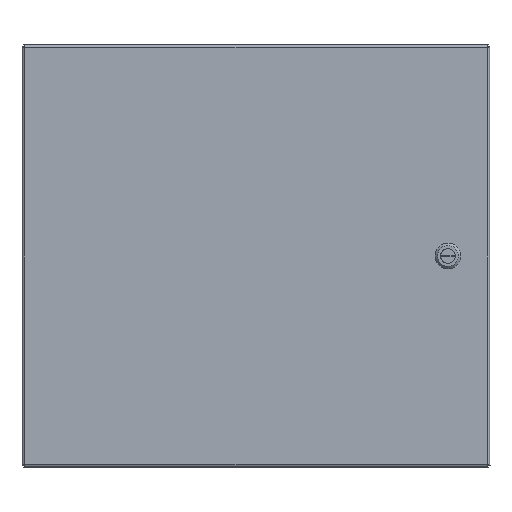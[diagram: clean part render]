
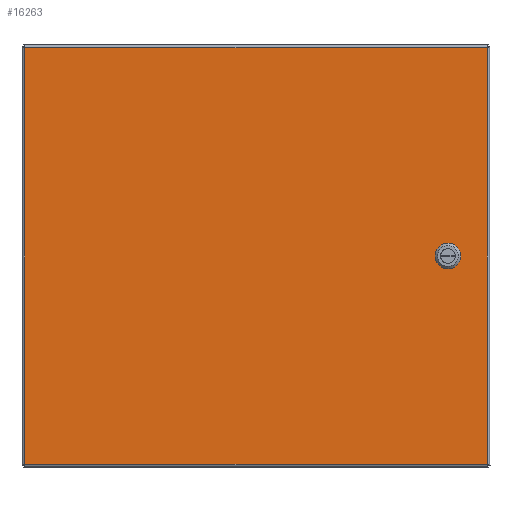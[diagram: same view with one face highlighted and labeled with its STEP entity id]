
A CAD part, front view. The second image highlights one B-rep face of the part: STEP entity #16263.
In plain terms, the highlighted planar face has unit normal (0, -1, 0).
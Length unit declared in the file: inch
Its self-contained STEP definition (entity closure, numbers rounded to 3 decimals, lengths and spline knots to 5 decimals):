
#130 = VECTOR ( 'NONE', #11642, 39.37008 ) ;
#132 = VERTEX_POINT ( 'NONE', #17844 ) ;
#331 = DIRECTION ( 'NONE',  ( 0., 0., -1. ) ) ;
#565 = EDGE_CURVE ( 'NONE', #15776, #6924, #13693, .T. ) ;
#654 = EDGE_CURVE ( 'NONE', #14258, #2034, #1293, .T. ) ;
#675 = VECTOR ( 'NONE', #17867, 39.37008 ) ;
#726 = CARTESIAN_POINT ( 'NONE',  ( 8.028, -1.796, -8.6995 ) ) ;
#817 = VECTOR ( 'NONE', #2969, 39.37008 ) ;
#1293 = LINE ( 'NONE', #5078, #675 ) ;
#1410 = ORIENTED_EDGE ( 'NONE', *, *, #1569, .T. ) ;
#1461 = EDGE_CURVE ( 'NONE', #6924, #132, #5210, .T. ) ;
#1538 = CARTESIAN_POINT ( 'NONE',  ( 8.49, -1.796, -8.6995 ) ) ;
#1569 = EDGE_CURVE ( 'NONE', #2034, #18210, #8364, .T. ) ;
#1797 = FACE_OUTER_BOUND ( 'NONE', #18604, .T. ) ;
#1997 = EDGE_CURVE ( 'NONE', #18210, #9968, #8713, .T. ) ;
#2011 = VERTEX_POINT ( 'NONE', #5683 ) ;
#2034 = VERTEX_POINT ( 'NONE', #15637 ) ;
#2057 = VECTOR ( 'NONE', #17818, 39.37008 ) ;
#2372 = CARTESIAN_POINT ( 'NONE',  ( 7.8635, -1.796, -9.326 ) ) ;
#2471 = EDGE_CURVE ( 'NONE', #9968, #14258, #16486, .T. ) ;
#2536 = VECTOR ( 'NONE', #19034, 39.37008 ) ;
#2537 = AXIS2_PLACEMENT_3D ( 'NONE', #19783, #4933, #11546 ) ;
#2689 = ORIENTED_EDGE ( 'NONE', *, *, #565, .T. ) ;
#2914 = ORIENTED_EDGE ( 'NONE', *, *, #1997, .T. ) ;
#2969 = DIRECTION ( 'NONE',  ( 0., 0., 1. ) ) ;
#2988 = DIRECTION ( 'NONE',  ( -1., 0., 0. ) ) ;
#3098 = CARTESIAN_POINT ( 'NONE',  ( 8.028, -1.796, -9.4905 ) ) ;
#3159 = LINE ( 'NONE', #1538, #5236 ) ;
#3267 = CARTESIAN_POINT ( 'NONE',  ( 9.947, -1.796, -18.0665 ) ) ;
#3272 = DIRECTION ( 'NONE',  ( 1., 0., 0. ) ) ;
#4223 = LINE ( 'NONE', #2372, #18453 ) ;
#4501 = CARTESIAN_POINT ( 'NONE',  ( 8.028, -1.796, -9.4905 ) ) ;
#4933 = DIRECTION ( 'NONE',  ( 0., -1., 0. ) ) ;
#5038 = LINE ( 'NONE', #19888, #130 ) ;
#5078 = CARTESIAN_POINT ( 'NONE',  ( -9.946, -1.796, -0.1235 ) ) ;
#5106 = CARTESIAN_POINT ( 'NONE',  ( 8.6545, -1.796, -9.326 ) ) ;
#5210 = LINE ( 'NONE', #5106, #2057 ) ;
#5236 = VECTOR ( 'NONE', #3272, 39.37008 ) ;
#5585 = ORIENTED_EDGE ( 'NONE', *, *, #7441, .T. ) ;
#5683 = CARTESIAN_POINT ( 'NONE',  ( 7.8635, -1.796, -8.864 ) ) ;
#5736 = CARTESIAN_POINT ( 'NONE',  ( -9.946, -1.796, -18.0665 ) ) ;
#5935 = EDGE_CURVE ( 'NONE', #11221, #9744, #4223, .T. ) ;
#5939 = EDGE_LOOP ( 'NONE', ( #18128, #5585, #16121, #17905, #2689, #7946, #11344, #6502 ) ) ;
#6502 = ORIENTED_EDGE ( 'NONE', *, *, #5935, .T. ) ;
#6562 = FACE_BOUND ( 'NONE', #5939, .T. ) ;
#6657 = EDGE_CURVE ( 'NONE', #9744, #2011, #19649, .T. ) ;
#6924 = VERTEX_POINT ( 'NONE', #12656 ) ;
#7441 = EDGE_CURVE ( 'NONE', #2011, #14096, #5038, .T. ) ;
#7946 = ORIENTED_EDGE ( 'NONE', *, *, #1461, .T. ) ;
#8114 = VERTEX_POINT ( 'NONE', #15926 ) ;
#8364 = LINE ( 'NONE', #10508, #19369 ) ;
#8713 = LINE ( 'NONE', #18469, #21290 ) ;
#9025 = DIRECTION ( 'NONE',  ( 0., 0., -1. ) ) ;
#9744 = VERTEX_POINT ( 'NONE', #14041 ) ;
#9968 = VERTEX_POINT ( 'NONE', #16058 ) ;
#10424 = EDGE_CURVE ( 'NONE', #8114, #15776, #20868, .T. ) ;
#10508 = CARTESIAN_POINT ( 'NONE',  ( -9.946, -1.796, -18.0665 ) ) ;
#11180 = ORIENTED_EDGE ( 'NONE', *, *, #2471, .T. ) ;
#11216 = EDGE_CURVE ( 'NONE', #132, #11221, #17501, .T. ) ;
#11221 = VERTEX_POINT ( 'NONE', #3098 ) ;
#11344 = ORIENTED_EDGE ( 'NONE', *, *, #11216, .T. ) ;
#11546 = DIRECTION ( 'NONE',  ( 0., 0., -1. ) ) ;
#11642 = DIRECTION ( 'NONE',  ( 0.707, 0., 0.707 ) ) ;
#12656 = CARTESIAN_POINT ( 'NONE',  ( 8.6545, -1.796, -9.326 ) ) ;
#12911 = CARTESIAN_POINT ( 'NONE',  ( 8.6545, -1.796, -8.864 ) ) ;
#12979 = CARTESIAN_POINT ( 'NONE',  ( 9.947, -1.796, -0.1235 ) ) ;
#13179 = PLANE ( 'NONE',  #2537 ) ;
#13693 = LINE ( 'NONE', #15522, #16947 ) ;
#14041 = CARTESIAN_POINT ( 'NONE',  ( 7.8635, -1.796, -9.326 ) ) ;
#14096 = VERTEX_POINT ( 'NONE', #726 ) ;
#14258 = VERTEX_POINT ( 'NONE', #12979 ) ;
#14860 = DIRECTION ( 'NONE',  ( 0., 0., 1. ) ) ;
#15522 = CARTESIAN_POINT ( 'NONE',  ( 8.6545, -1.796, -9.326 ) ) ;
#15537 = VECTOR ( 'NONE', #14860, 39.37008 ) ;
#15637 = CARTESIAN_POINT ( 'NONE',  ( -9.946, -1.796, -0.1235 ) ) ;
#15668 = CARTESIAN_POINT ( 'NONE',  ( 8.49, -1.796, -8.6995 ) ) ;
#15776 = VERTEX_POINT ( 'NONE', #12911 ) ;
#15926 = CARTESIAN_POINT ( 'NONE',  ( 8.49, -1.796, -8.6995 ) ) ;
#16058 = CARTESIAN_POINT ( 'NONE',  ( 9.947, -1.796, -18.0665 ) ) ;
#16121 = ORIENTED_EDGE ( 'NONE', *, *, #21074, .T. ) ;
#16263 = ADVANCED_FACE ( 'NONE', ( #1797, #6562 ), #13179, .T. ) ;
#16291 = CARTESIAN_POINT ( 'NONE',  ( 7.8635, -1.796, -8.864 ) ) ;
#16486 = LINE ( 'NONE', #3267, #15537 ) ;
#16947 = VECTOR ( 'NONE', #9025, 39.37008 ) ;
#17103 = VECTOR ( 'NONE', #2988, 39.37008 ) ;
#17435 = DIRECTION ( 'NONE',  ( -0.707, 0., 0.707 ) ) ;
#17501 = LINE ( 'NONE', #4501, #17103 ) ;
#17818 = DIRECTION ( 'NONE',  ( -0.707, 0., -0.707 ) ) ;
#17844 = CARTESIAN_POINT ( 'NONE',  ( 8.49, -1.796, -9.4905 ) ) ;
#17867 = DIRECTION ( 'NONE',  ( -1., 0., 0. ) ) ;
#17905 = ORIENTED_EDGE ( 'NONE', *, *, #10424, .T. ) ;
#18128 = ORIENTED_EDGE ( 'NONE', *, *, #6657, .T. ) ;
#18210 = VERTEX_POINT ( 'NONE', #5736 ) ;
#18453 = VECTOR ( 'NONE', #17435, 39.37008 ) ;
#18469 = CARTESIAN_POINT ( 'NONE',  ( -9.946, -1.796, -18.0665 ) ) ;
#18579 = DIRECTION ( 'NONE',  ( 1., 0., 0. ) ) ;
#18604 = EDGE_LOOP ( 'NONE', ( #11180, #20579, #1410, #2914 ) ) ;
#19034 = DIRECTION ( 'NONE',  ( 0.707, 0., -0.707 ) ) ;
#19369 = VECTOR ( 'NONE', #331, 39.37008 ) ;
#19649 = LINE ( 'NONE', #16291, #817 ) ;
#19783 = CARTESIAN_POINT ( 'NONE',  ( -9.946, -1.796, -18.0665 ) ) ;
#19888 = CARTESIAN_POINT ( 'NONE',  ( 8.028, -1.796, -8.6995 ) ) ;
#20579 = ORIENTED_EDGE ( 'NONE', *, *, #654, .T. ) ;
#20868 = LINE ( 'NONE', #15668, #2536 ) ;
#21074 = EDGE_CURVE ( 'NONE', #14096, #8114, #3159, .T. ) ;
#21290 = VECTOR ( 'NONE', #18579, 39.37008 ) ;
